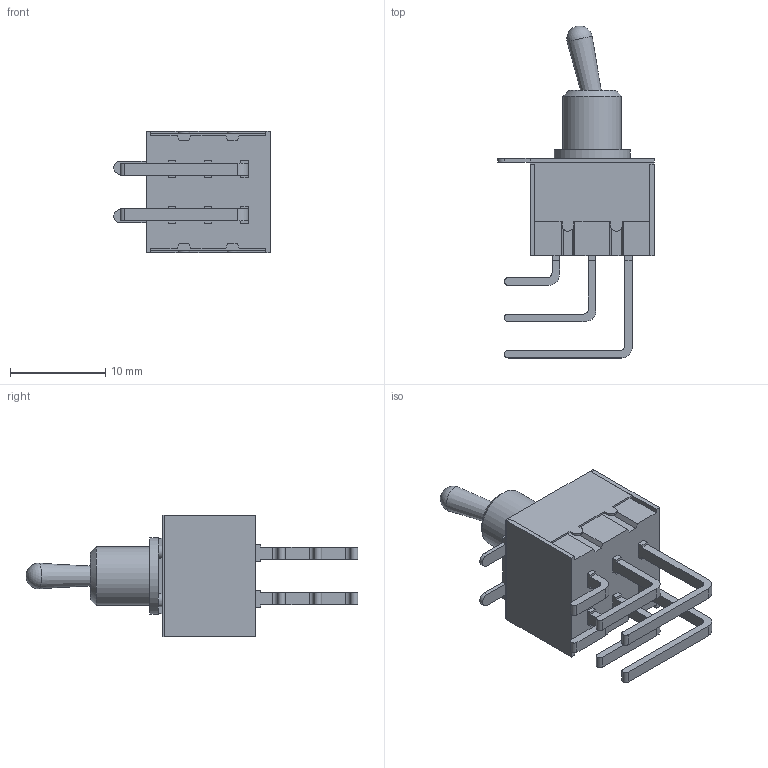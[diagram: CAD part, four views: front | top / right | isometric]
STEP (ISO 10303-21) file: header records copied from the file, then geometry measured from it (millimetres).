
FILE_DESCRIPTION( ( 'STEP AP203' ), '1' );
FILE_NAME( 'M2023S2A2G40.stp', '2020-07-12T23:27:41', ( 'License CC BY-ND 4.0' ), ( 'CADENAS' ), ' ', 'PARTsolutions', ' ' );
FILE_SCHEMA( ( 'CONFIG_CONTROL_DESIGN' ) );
Length unit declared in the file: inch
Products named in the file (7): M2023S2A2G40; _M20_ang2340TX-switch; _M20_ang_t_shorud2340TX-switch; _M202340TX-switch; _M20ANG2A2M202BR-bushing; _M202340_terminal_angG; _M20S2-toggles
Assembly tree (6 placements, depth 2):
  M2023S2A2G40
    _M20_ang2340TX-switch
    _M20_ang_t_shorud2340TX-switch
    _M202340TX-switch
    _M20ANG2A2M202BR-bushing
    _M202340_terminal_angG
    _M20S2-toggles
Bounding box: 16.4 x 34.79 x 12.7 mm (x, y, z)
Volume: 1845.3 mm3; surface area: 2732.5 mm2
Topology: 6 solids, 6 shells, 208 faces, 553 edges, 368 vertices
Faces by surface type: plane 172, cylinder 33, cone 2, sphere 1
Full cylindrical faces by diameter (mm): 2.053 x1, 4.338 x1
Entity records: 6587 total; most frequent: CARTESIAN_POINT 1143, ORIENTED_EDGE 1092, DIRECTION 1041, EDGE_CURVE 546, LINE 475, VECTOR 475, VERTEX_POINT 367, AXIS2_PLACEMENT_3D 283
